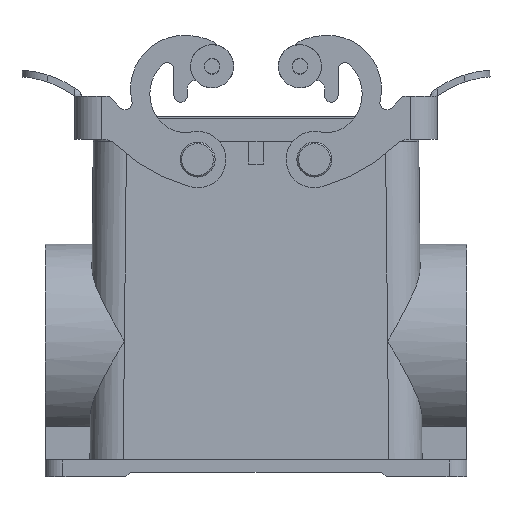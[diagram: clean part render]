
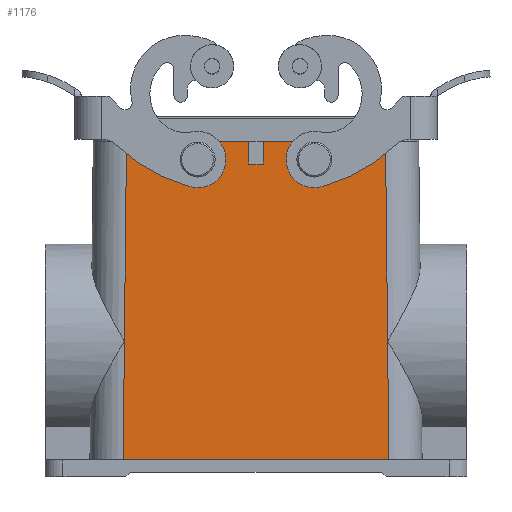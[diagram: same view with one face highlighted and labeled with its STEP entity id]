
A CAD part, left-side view. The second image highlights one B-rep face of the part: STEP entity #1176.
In plain terms, the highlighted planar face has unit normal (-1, 0, 0.011).
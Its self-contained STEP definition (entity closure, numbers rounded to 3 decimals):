
#1176=ADVANCED_FACE('',(#2798,#2799,#2800),#1633,.T.);
#1633=PLANE('',#7687);
#1818=LINE('',#10913,#2308);
#1819=LINE('',#10916,#2309);
#1820=LINE('',#10918,#2310);
#1821=LINE('',#10920,#2311);
#1822=LINE('',#10922,#2312);
#1823=LINE('',#10924,#2313);
#1824=LINE('',#10926,#2314);
#1825=LINE('',#10928,#2315);
#1826=LINE('',#10930,#2316);
#1827=LINE('',#10932,#2317);
#2308=VECTOR('',#8600,1.);
#2309=VECTOR('',#8601,1.);
#2310=VECTOR('',#8602,1.);
#2311=VECTOR('',#8603,1.);
#2312=VECTOR('',#8604,1.);
#2313=VECTOR('',#8605,1.);
#2314=VECTOR('',#8606,1.);
#2315=VECTOR('',#8607,1.);
#2316=VECTOR('',#8608,1.);
#2317=VECTOR('',#8609,1.);
#2798=FACE_BOUND('',#3044,.T.);
#2799=FACE_BOUND('',#3045,.T.);
#2800=FACE_BOUND('',#3046,.T.);
#3044=EDGE_LOOP('',(#3628,#3629));
#3045=EDGE_LOOP('',(#3630,#3631,#3632,#3633,#3634,#3635,#3636,#3637,#3638,
#3639));
#3046=EDGE_LOOP('',(#3640,#3641));
#3628=ORIENTED_EDGE('',*,*,#6526,.F.);
#3629=ORIENTED_EDGE('',*,*,#6527,.T.);
#3630=ORIENTED_EDGE('',*,*,#6528,.F.);
#3631=ORIENTED_EDGE('',*,*,#6529,.F.);
#3632=ORIENTED_EDGE('',*,*,#6530,.F.);
#3633=ORIENTED_EDGE('',*,*,#6531,.T.);
#3634=ORIENTED_EDGE('',*,*,#6532,.F.);
#3635=ORIENTED_EDGE('',*,*,#6533,.F.);
#3636=ORIENTED_EDGE('',*,*,#6534,.T.);
#3637=ORIENTED_EDGE('',*,*,#6535,.T.);
#3638=ORIENTED_EDGE('',*,*,#6536,.T.);
#3639=ORIENTED_EDGE('',*,*,#6537,.T.);
#3640=ORIENTED_EDGE('',*,*,#6538,.F.);
#3641=ORIENTED_EDGE('',*,*,#6539,.T.);
#5788=VERTEX_POINT('',#10910);
#5789=VERTEX_POINT('',#10911);
#5790=VERTEX_POINT('',#10914);
#5791=VERTEX_POINT('',#10915);
#5792=VERTEX_POINT('',#10917);
#5793=VERTEX_POINT('',#10919);
#5794=VERTEX_POINT('',#10921);
#5795=VERTEX_POINT('',#10923);
#5796=VERTEX_POINT('',#10925);
#5797=VERTEX_POINT('',#10927);
#5798=VERTEX_POINT('',#10929);
#5799=VERTEX_POINT('',#10931);
#5800=VERTEX_POINT('',#10934);
#5801=VERTEX_POINT('',#10935);
#6526=EDGE_CURVE('',#5788,#5789,#7606,.T.);
#6527=EDGE_CURVE('',#5788,#5789,#7607,.T.);
#6528=EDGE_CURVE('',#5790,#5791,#1818,.T.);
#6529=EDGE_CURVE('',#5792,#5790,#1819,.T.);
#6530=EDGE_CURVE('',#5793,#5792,#1820,.T.);
#6531=EDGE_CURVE('',#5793,#5794,#1821,.T.);
#6532=EDGE_CURVE('',#5795,#5794,#1822,.T.);
#6533=EDGE_CURVE('',#5796,#5795,#1823,.T.);
#6534=EDGE_CURVE('',#5796,#5797,#1824,.T.);
#6535=EDGE_CURVE('',#5797,#5798,#1825,.T.);
#6536=EDGE_CURVE('',#5798,#5799,#1826,.T.);
#6537=EDGE_CURVE('',#5799,#5791,#1827,.T.);
#6538=EDGE_CURVE('',#5800,#5801,#7608,.T.);
#6539=EDGE_CURVE('',#5800,#5801,#7609,.T.);
#7606=ELLIPSE('',#7683,2.419,2.418);
#7607=ELLIPSE('',#7684,2.4,2.4);
#7608=ELLIPSE('',#7685,2.419,2.418);
#7609=ELLIPSE('',#7686,2.4,2.4);
#7683=AXIS2_PLACEMENT_3D('',#10909,#8596,#8597);
#7684=AXIS2_PLACEMENT_3D('',#10912,#8598,#8599);
#7685=AXIS2_PLACEMENT_3D('',#10933,#8610,#8611);
#7686=AXIS2_PLACEMENT_3D('',#10936,#8612,#8613);
#7687=AXIS2_PLACEMENT_3D('',#10937,#8614,#8615);
#8596=DIRECTION('',(-1.,0.,0.01));
#8597=DIRECTION('',(-0.01,0.,-1.));
#8598=DIRECTION('',(1.,0.,-0.01));
#8599=DIRECTION('',(0.01,0.,1.));
#8600=DIRECTION('',(0.01,0.,1.));
#8601=DIRECTION('',(0.,-1.,0.));
#8602=DIRECTION('',(-0.01,0.,-1.));
#8603=DIRECTION('',(0.,1.,0.));
#8604=DIRECTION('',(0.01,-0.01,1.));
#8605=DIRECTION('',(0.01,-0.01,1.));
#8606=DIRECTION('',(0.,-1.,0.));
#8607=DIRECTION('',(0.01,0.01,1.));
#8608=DIRECTION('',(0.01,0.01,1.));
#8609=DIRECTION('',(0.,1.,0.));
#8610=DIRECTION('',(-1.,0.,0.01));
#8611=DIRECTION('',(-0.01,0.,-1.));
#8612=DIRECTION('',(1.,0.,-0.01));
#8613=DIRECTION('',(0.01,0.,1.));
#8614=DIRECTION('',(-1.,0.,0.01));
#8615=DIRECTION('',(-0.01,0.,-1.));
#10909=CARTESIAN_POINT('',(-21.394,-13.,17.374));
#10910=CARTESIAN_POINT('',(-21.375,-14.665,19.128));
#10911=CARTESIAN_POINT('',(-21.375,-11.335,19.128));
#10912=CARTESIAN_POINT('',(-21.393,-13.,17.399));
#10913=CARTESIAN_POINT('',(-21.404,-1.65,16.4));
#10914=CARTESIAN_POINT('',(-21.404,-1.65,16.4));
#10915=CARTESIAN_POINT('',(-21.352,-1.65,21.399));
#10916=CARTESIAN_POINT('',(-21.404,1.65,16.4));
#10917=CARTESIAN_POINT('',(-21.404,1.65,16.4));
#10918=CARTESIAN_POINT('',(-21.352,1.65,21.399));
#10919=CARTESIAN_POINT('',(-21.352,1.65,21.399));
#10920=CARTESIAN_POINT('',(-21.352,-28.852,21.399));
#10921=CARTESIAN_POINT('',(-21.352,28.852,21.399));
#10922=CARTESIAN_POINT('',(-21.817,29.318,-23.072));
#10923=CARTESIAN_POINT('',(-21.817,29.318,-23.072));
#10924=CARTESIAN_POINT('',(-22.094,29.594,-49.501));
#10925=CARTESIAN_POINT('',(-22.094,29.594,-49.501));
#10926=CARTESIAN_POINT('',(-22.094,29.594,-49.501));
#10927=CARTESIAN_POINT('',(-22.094,-29.594,-49.501));
#10928=CARTESIAN_POINT('',(-22.094,-29.594,-49.501));
#10929=CARTESIAN_POINT('',(-21.817,-29.318,-23.072));
#10930=CARTESIAN_POINT('',(-21.817,-29.318,-23.072));
#10931=CARTESIAN_POINT('',(-21.352,-28.852,21.399));
#10932=CARTESIAN_POINT('',(-21.352,-28.852,21.399));
#10933=CARTESIAN_POINT('',(-21.394,13.,17.374));
#10934=CARTESIAN_POINT('',(-21.375,11.335,19.128));
#10935=CARTESIAN_POINT('',(-21.375,14.665,19.128));
#10936=CARTESIAN_POINT('',(-21.393,13.,17.399));
#10937=CARTESIAN_POINT('',(-21.35,10.25,21.548));
